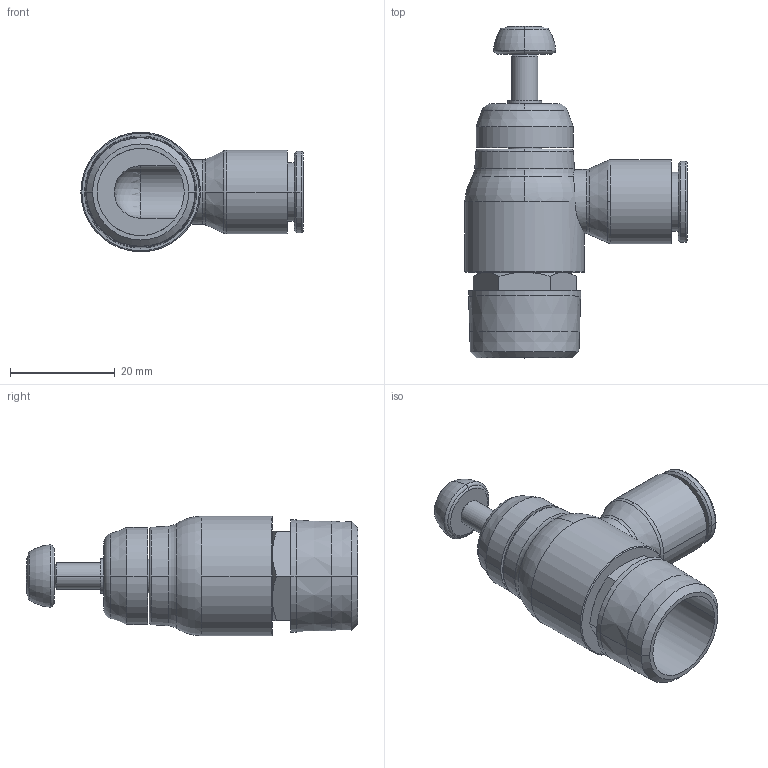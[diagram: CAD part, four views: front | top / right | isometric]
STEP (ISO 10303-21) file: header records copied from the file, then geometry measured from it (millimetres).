
FILE_DESCRIPTION(('STEP AP214'),'1');
FILE_NAME('7066_10_21.stp','2016-07-07T14:21:00',('TraceParts'),('TraceParts S.A.'),'Spatial InterOp 3D',' ',' ');
FILE_SCHEMA(('automotive_design'));
Length unit declared in the file: millimetre
Products named in the file (1): 1
Bounding box: 42.4 x 63.3 x 22.8 mm (x, y, z)
Volume: 11707.1 mm3; surface area: 8481.7 mm2
Topology: 1 solids, 1 shells, 99 faces, 246 edges, 158 vertices
Faces by surface type: torus 27, cone 26, cylinder 24, plane 21, sphere 1
Entity records: 3229 total; most frequent: CARTESIAN_POINT 758, DIRECTION 584, ORIENTED_EDGE 488, AXIS2_PLACEMENT_3D 260, EDGE_CURVE 244, CIRCLE 160, VERTEX_POINT 158, EDGE_LOOP 112
